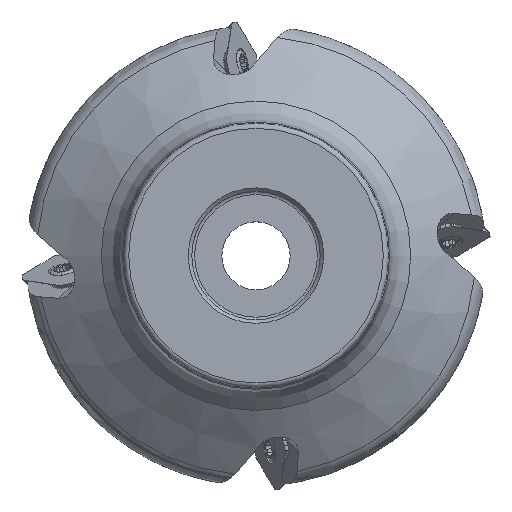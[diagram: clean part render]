
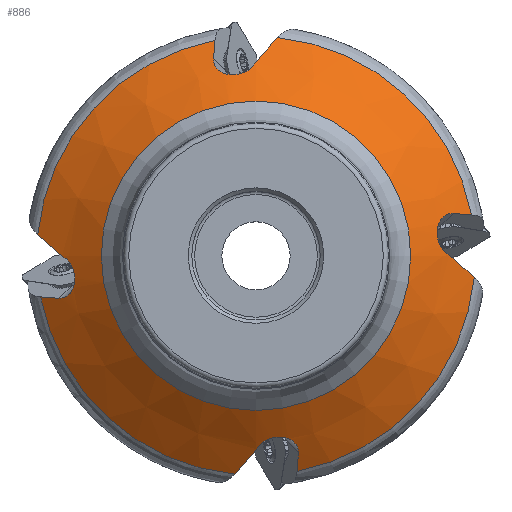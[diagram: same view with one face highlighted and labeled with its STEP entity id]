
A CAD part, top view. The second image highlights one B-rep face of the part: STEP entity #886.
In plain terms, the highlighted conical face has half-angle 54.411 degrees and reference radius 45.5 mm.
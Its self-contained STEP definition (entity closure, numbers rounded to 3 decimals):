
#354=CONICAL_SURFACE('',#8864,45.5,54.411);
#886=ADVANCED_FACE('SU_5',(#1736,#1737),#354,.T.);
#1502=CIRCLE('',#8752,43.41);
#1507=CIRCLE('',#8763,43.41);
#1512=CIRCLE('',#8774,43.41);
#1549=CIRCLE('',#8862,43.41);
#1550=CIRCLE('',#8863,30.623);
#1736=FACE_BOUND('',#1951,.T.);
#1737=FACE_BOUND('',#1952,.T.);
#1951=EDGE_LOOP('',(#3571,#3572,#3573,#3574,#3575,#3576,#3577,#3578,#3579,
#3580,#3581,#3582,#3583,#3584,#3585,#3586));
#1952=EDGE_LOOP('',(#3587));
#2562=B_SPLINE_CURVE_WITH_KNOTS('',3,(#13948,#13949,#13950,#13951,#13952,
#13953,#13954,#13955),.UNSPECIFIED.,.F.,.F.,(4,2,2,4),(0.,0.5,0.75,1.),
 .UNSPECIFIED.);
#2563=B_SPLINE_CURVE_WITH_KNOTS('',3,(#13958,#13959,#13960,#13961),
 .UNSPECIFIED.,.F.,.F.,(4,4),(0.,1.),.UNSPECIFIED.);
#2564=B_SPLINE_CURVE_WITH_KNOTS('',3,(#13962,#13963,#13964,#13965),
 .UNSPECIFIED.,.F.,.F.,(4,4),(0.,1.),.UNSPECIFIED.);
#2565=B_SPLINE_CURVE_WITH_KNOTS('',3,(#13967,#13968,#13969,#13970,#13971,
#13972,#13973,#13974),.UNSPECIFIED.,.F.,.F.,(4,2,2,4),(0.,0.5,0.75,1.),
 .UNSPECIFIED.);
#2566=B_SPLINE_CURVE_WITH_KNOTS('',3,(#13976,#13977,#13978,#13979),
 .UNSPECIFIED.,.F.,.F.,(4,4),(0.,1.),.UNSPECIFIED.);
#2567=B_SPLINE_CURVE_WITH_KNOTS('',3,(#13983,#13984,#13985,#13986),
 .UNSPECIFIED.,.F.,.F.,(4,4),(0.,1.),.UNSPECIFIED.);
#2568=B_SPLINE_CURVE_WITH_KNOTS('',3,(#13988,#13989,#13990,#13991,#13992,
#13993,#13994,#13995),.UNSPECIFIED.,.F.,.F.,(4,2,2,4),(0.,0.5,0.75,1.),
 .UNSPECIFIED.);
#2569=B_SPLINE_CURVE_WITH_KNOTS('',3,(#13997,#13998,#13999,#14000),
 .UNSPECIFIED.,.F.,.F.,(4,4),(0.,1.),.UNSPECIFIED.);
#2570=B_SPLINE_CURVE_WITH_KNOTS('',3,(#14001,#14002,#14003,#14004),
 .UNSPECIFIED.,.F.,.F.,(4,4),(0.,1.),.UNSPECIFIED.);
#2571=B_SPLINE_CURVE_WITH_KNOTS('',3,(#14006,#14007,#14008,#14009,#14010,
#14011,#14012,#14013),.UNSPECIFIED.,.F.,.F.,(4,2,2,4),(0.,0.5,0.75,1.),
 .UNSPECIFIED.);
#2572=B_SPLINE_CURVE_WITH_KNOTS('',3,(#14015,#14016,#14017,#14018),
 .UNSPECIFIED.,.F.,.F.,(4,4),(0.,1.),.UNSPECIFIED.);
#2573=B_SPLINE_CURVE_WITH_KNOTS('',3,(#14019,#14020,#14021,#14022),
 .UNSPECIFIED.,.F.,.F.,(4,4),(0.,1.),.UNSPECIFIED.);
#3571=ORIENTED_EDGE('',*,*,#6814,.T.);
#3572=ORIENTED_EDGE('',*,*,#6815,.T.);
#3573=ORIENTED_EDGE('',*,*,#6678,.T.);
#3574=ORIENTED_EDGE('',*,*,#6816,.T.);
#3575=ORIENTED_EDGE('',*,*,#6817,.T.);
#3576=ORIENTED_EDGE('',*,*,#6818,.T.);
#3577=ORIENTED_EDGE('',*,*,#6819,.T.);
#3578=ORIENTED_EDGE('',*,*,#6820,.T.);
#3579=ORIENTED_EDGE('',*,*,#6821,.T.);
#3580=ORIENTED_EDGE('',*,*,#6822,.T.);
#3581=ORIENTED_EDGE('',*,*,#6699,.T.);
#3582=ORIENTED_EDGE('',*,*,#6823,.T.);
#3583=ORIENTED_EDGE('',*,*,#6824,.T.);
#3584=ORIENTED_EDGE('',*,*,#6825,.T.);
#3585=ORIENTED_EDGE('',*,*,#6688,.T.);
#3586=ORIENTED_EDGE('',*,*,#6826,.T.);
#3587=ORIENTED_EDGE('',*,*,#6827,.T.);
#5778=VERTEX_POINT('',#13094);
#5779=VERTEX_POINT('',#13099);
#5787=VERTEX_POINT('',#13147);
#5788=VERTEX_POINT('',#13149);
#5796=VERTEX_POINT('',#13200);
#5797=VERTEX_POINT('',#13202);
#5870=VERTEX_POINT('',#13956);
#5871=VERTEX_POINT('',#13957);
#5872=VERTEX_POINT('',#13966);
#5873=VERTEX_POINT('',#13975);
#5874=VERTEX_POINT('',#13980);
#5875=VERTEX_POINT('',#13982);
#5876=VERTEX_POINT('',#13987);
#5877=VERTEX_POINT('',#13996);
#5878=VERTEX_POINT('',#14005);
#5879=VERTEX_POINT('',#14014);
#5880=VERTEX_POINT('',#14024);
#6678=EDGE_CURVE('',#5778,#5779,#1502,.T.);
#6688=EDGE_CURVE('',#5788,#5787,#1507,.T.);
#6699=EDGE_CURVE('',#5797,#5796,#1512,.T.);
#6814=EDGE_CURVE('',#5870,#5871,#2562,.T.);
#6815=EDGE_CURVE('',#5871,#5778,#2563,.T.);
#6816=EDGE_CURVE('',#5779,#5872,#2564,.T.);
#6817=EDGE_CURVE('',#5872,#5873,#2565,.T.);
#6818=EDGE_CURVE('',#5873,#5874,#2566,.T.);
#6819=EDGE_CURVE('',#5874,#5875,#1549,.T.);
#6820=EDGE_CURVE('',#5875,#5876,#2567,.T.);
#6821=EDGE_CURVE('',#5876,#5877,#2568,.T.);
#6822=EDGE_CURVE('',#5877,#5797,#2569,.T.);
#6823=EDGE_CURVE('',#5796,#5878,#2570,.T.);
#6824=EDGE_CURVE('',#5878,#5879,#2571,.T.);
#6825=EDGE_CURVE('',#5879,#5788,#2572,.T.);
#6826=EDGE_CURVE('',#5787,#5870,#2573,.T.);
#6827=EDGE_CURVE('',#5880,#5880,#1550,.T.);
#8752=AXIS2_PLACEMENT_3D('',#13100,#9828,#9829);
#8763=AXIS2_PLACEMENT_3D('',#13148,#9850,#9851);
#8774=AXIS2_PLACEMENT_3D('',#13201,#9872,#9873);
#8862=AXIS2_PLACEMENT_3D('',#13981,#10048,#10049);
#8863=AXIS2_PLACEMENT_3D('',#14023,#10050,#10051);
#8864=AXIS2_PLACEMENT_3D('',#14025,#10052,#10053);
#9828=DIRECTION('',(0.,0.,1.));
#9829=DIRECTION('',(1.,0.,0.));
#9850=DIRECTION('',(0.,0.,1.));
#9851=DIRECTION('',(1.,0.,0.));
#9872=DIRECTION('',(0.,0.,1.));
#9873=DIRECTION('',(1.,0.,0.));
#10048=DIRECTION('',(0.,0.,1.));
#10049=DIRECTION('',(1.,0.,0.));
#10050=DIRECTION('',(0.,0.,-1.));
#10051=DIRECTION('',(-1.,0.,0.));
#10052=DIRECTION('',(0.,0.,-1.));
#10053=DIRECTION('',(-1.,0.,0.));
#13094=CARTESIAN_POINT('',(-8.118,42.644,-30.934));
#13099=CARTESIAN_POINT('',(-43.204,4.223,-30.934));
#13100=CARTESIAN_POINT('',(0.,0.,-30.934));
#13147=CARTESIAN_POINT('',(4.223,43.204,-30.934));
#13148=CARTESIAN_POINT('',(0.,0.,-30.934));
#13149=CARTESIAN_POINT('',(42.644,8.118,-30.934));
#13200=CARTESIAN_POINT('',(43.204,-4.223,-30.934));
#13201=CARTESIAN_POINT('',(0.,0.,-30.934));
#13202=CARTESIAN_POINT('',(8.118,-42.644,-30.934));
#13948=CARTESIAN_POINT('',(-0.128,38.262,-27.25));
#13949=CARTESIAN_POINT('',(-0.845,36.76,-26.177));
#13950=CARTESIAN_POINT('',(-2.928,35.758,-25.506));
#13951=CARTESIAN_POINT('',(-5.889,35.916,-25.905));
#13952=CARTESIAN_POINT('',(-6.816,36.241,-26.256));
#13953=CARTESIAN_POINT('',(-8.118,37.385,-27.243));
#13954=CARTESIAN_POINT('',(-8.452,38.187,-27.857));
#13955=CARTESIAN_POINT('',(-8.392,39.,-28.417));
#13956=CARTESIAN_POINT('',(-0.128,38.262,-27.25));
#13957=CARTESIAN_POINT('',(-8.392,39.,-28.417));
#13958=CARTESIAN_POINT('',(-8.392,39.,-28.417));
#13959=CARTESIAN_POINT('',(-8.302,40.216,-29.254));
#13960=CARTESIAN_POINT('',(-8.21,41.43,-30.093));
#13961=CARTESIAN_POINT('',(-8.118,42.644,-30.934));
#13962=CARTESIAN_POINT('',(-43.204,4.223,-30.934));
#13963=CARTESIAN_POINT('',(-41.584,2.763,-29.678));
#13964=CARTESIAN_POINT('',(-39.939,1.311,-28.447));
#13965=CARTESIAN_POINT('',(-38.262,-0.128,-27.25));
#13966=CARTESIAN_POINT('',(-38.262,-0.128,-27.25));
#13967=CARTESIAN_POINT('',(-38.262,-0.128,-27.25));
#13968=CARTESIAN_POINT('',(-36.761,-0.844,-26.178));
#13969=CARTESIAN_POINT('',(-35.761,-2.946,-25.51));
#13970=CARTESIAN_POINT('',(-35.914,-5.87,-25.901));
#13971=CARTESIAN_POINT('',(-36.24,-6.814,-26.254));
#13972=CARTESIAN_POINT('',(-37.385,-8.119,-27.244));
#13973=CARTESIAN_POINT('',(-38.185,-8.452,-27.856));
#13974=CARTESIAN_POINT('',(-39.,-8.392,-28.417));
#13975=CARTESIAN_POINT('',(-39.,-8.392,-28.417));
#13976=CARTESIAN_POINT('',(-39.,-8.392,-28.417));
#13977=CARTESIAN_POINT('',(-40.216,-8.302,-29.254));
#13978=CARTESIAN_POINT('',(-41.43,-8.21,-30.093));
#13979=CARTESIAN_POINT('',(-42.644,-8.118,-30.934));
#13980=CARTESIAN_POINT('',(-42.644,-8.118,-30.934));
#13981=CARTESIAN_POINT('',(0.,0.,-30.934));
#13982=CARTESIAN_POINT('',(-4.223,-43.204,-30.934));
#13983=CARTESIAN_POINT('',(-4.223,-43.204,-30.934));
#13984=CARTESIAN_POINT('',(-2.763,-41.584,-29.678));
#13985=CARTESIAN_POINT('',(-1.311,-39.939,-28.447));
#13986=CARTESIAN_POINT('',(0.128,-38.262,-27.25));
#13987=CARTESIAN_POINT('',(0.128,-38.262,-27.25));
#13988=CARTESIAN_POINT('',(0.128,-38.262,-27.25));
#13989=CARTESIAN_POINT('',(0.844,-36.76,-26.177));
#13990=CARTESIAN_POINT('',(2.945,-35.761,-25.51));
#13991=CARTESIAN_POINT('',(5.874,-35.914,-25.902));
#13992=CARTESIAN_POINT('',(6.819,-36.245,-26.259));
#13993=CARTESIAN_POINT('',(8.111,-37.378,-27.237));
#13994=CARTESIAN_POINT('',(8.453,-38.177,-27.85));
#13995=CARTESIAN_POINT('',(8.392,-39.,-28.417));
#13996=CARTESIAN_POINT('',(8.392,-39.,-28.417));
#13997=CARTESIAN_POINT('',(8.392,-39.,-28.417));
#13998=CARTESIAN_POINT('',(8.302,-40.216,-29.254));
#13999=CARTESIAN_POINT('',(8.21,-41.43,-30.093));
#14000=CARTESIAN_POINT('',(8.118,-42.644,-30.934));
#14001=CARTESIAN_POINT('',(43.204,-4.223,-30.934));
#14002=CARTESIAN_POINT('',(41.584,-2.763,-29.678));
#14003=CARTESIAN_POINT('',(39.939,-1.311,-28.447));
#14004=CARTESIAN_POINT('',(38.262,0.128,-27.25));
#14005=CARTESIAN_POINT('',(38.262,0.128,-27.25));
#14006=CARTESIAN_POINT('',(38.262,0.128,-27.25));
#14007=CARTESIAN_POINT('',(36.749,0.85,-26.169));
#14008=CARTESIAN_POINT('',(35.759,2.919,-25.506));
#14009=CARTESIAN_POINT('',(35.915,5.887,-25.904));
#14010=CARTESIAN_POINT('',(36.237,6.811,-26.252));
#14011=CARTESIAN_POINT('',(37.386,8.12,-27.244));
#14012=CARTESIAN_POINT('',(38.185,8.452,-27.856));
#14013=CARTESIAN_POINT('',(39.,8.392,-28.417));
#14014=CARTESIAN_POINT('',(39.,8.392,-28.417));
#14015=CARTESIAN_POINT('',(39.,8.392,-28.417));
#14016=CARTESIAN_POINT('',(40.216,8.302,-29.254));
#14017=CARTESIAN_POINT('',(41.43,8.21,-30.093));
#14018=CARTESIAN_POINT('',(42.644,8.118,-30.934));
#14019=CARTESIAN_POINT('',(4.223,43.204,-30.934));
#14020=CARTESIAN_POINT('',(2.763,41.584,-29.678));
#14021=CARTESIAN_POINT('',(1.311,39.939,-28.447));
#14022=CARTESIAN_POINT('',(-0.128,38.262,-27.25));
#14023=CARTESIAN_POINT('',(0.,0.,-21.783));
#14024=CARTESIAN_POINT('',(-30.623,0.,-21.783));
#14025=CARTESIAN_POINT('',(0.,0.,-32.43));
